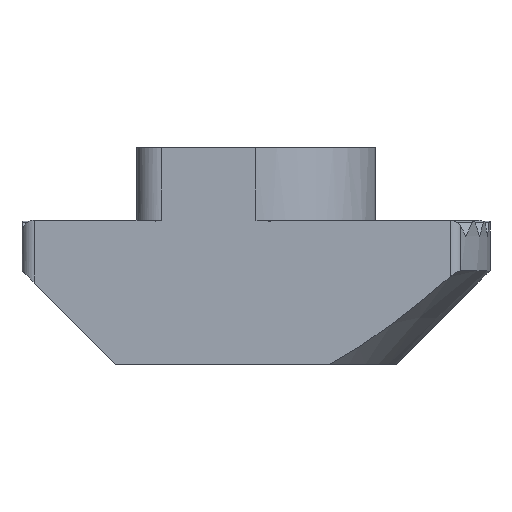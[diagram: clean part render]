
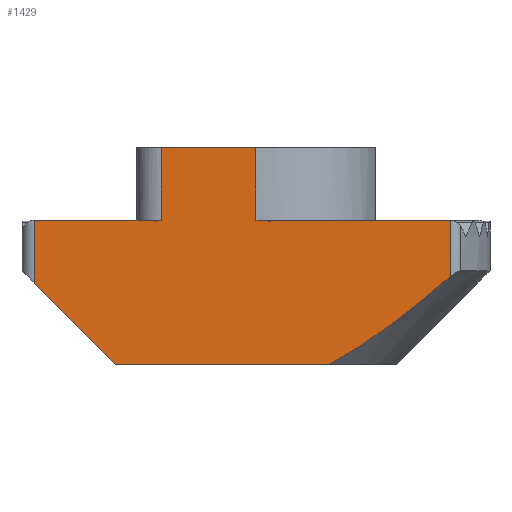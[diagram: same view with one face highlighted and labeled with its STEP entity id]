
A CAD part, front view. The second image highlights one B-rep face of the part: STEP entity #1429.
In plain terms, the highlighted planar face has unit normal (0, -1, 0).
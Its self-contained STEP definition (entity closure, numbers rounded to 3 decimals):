
#16 = ORIENTED_EDGE ( 'NONE', *, *, #2115, .T. ) ;
#19 = CARTESIAN_POINT ( 'NONE',  ( 0., -4.85, 8.8 ) ) ;
#31 = CARTESIAN_POINT ( 'NONE',  ( 0., -4.85, 8.8 ) ) ;
#36 = VERTEX_POINT ( 'NONE', #604 ) ;
#61 = DIRECTION ( 'NONE',  ( 0., 0., 1. ) ) ;
#91 = DIRECTION ( 'NONE',  ( 0., 0., -1. ) ) ;
#97 = DIRECTION ( 'NONE',  ( 0., 0., -1. ) ) ;
#108 = FACE_OUTER_BOUND ( 'NONE', #616, .T. ) ;
#133 = ORIENTED_EDGE ( 'NONE', *, *, #1361, .T. ) ;
#142 = ORIENTED_EDGE ( 'NONE', *, *, #1358, .T. ) ;
#158 = CARTESIAN_POINT ( 'NONE',  ( 7.879, -4.85, 3.552 ) ) ;
#185 = EDGE_CURVE ( 'NONE', #692, #36, #657, .T. ) ;
#188 = EDGE_CURVE ( 'NONE', #2005, #1324, #1107, .T. ) ;
#189 = DIRECTION ( 'NONE',  ( -1., 0., 0. ) ) ;
#217 = EDGE_CURVE ( 'NONE', #762, #1907, #2056, .T. ) ;
#235 = VECTOR ( 'NONE', #571, 1000. ) ;
#324 = ORIENTED_EDGE ( 'NONE', *, *, #1775, .T. ) ;
#350 = ORIENTED_EDGE ( 'NONE', *, *, #188, .T. ) ;
#392 = EDGE_CURVE ( 'NONE', #1062, #1648, #2191, .T. ) ;
#416 = CARTESIAN_POINT ( 'NONE',  ( -9.5, -4.85, 5.9 ) ) ;
#425 = DIRECTION ( 'NONE',  ( 0.707, 0., -0.707 ) ) ;
#547 = VECTOR ( 'NONE', #1777, 1000. ) ;
#571 = DIRECTION ( 'NONE',  ( -1., 0., 0. ) ) ;
#579 = CARTESIAN_POINT ( 'NONE',  ( 7.879, -4.85, 3.552 ) ) ;
#599 = VECTOR ( 'NONE', #97, 1000. ) ;
#604 = CARTESIAN_POINT ( 'NONE',  ( 0., -4.85, 5.85 ) ) ;
#616 = EDGE_LOOP ( 'NONE', ( #1362, #133, #16, #350, #646, #1155, #324, #1434, #142, #782 ) ) ;
#645 = LINE ( 'NONE', #1357, #1537 ) ;
#646 = ORIENTED_EDGE ( 'NONE', *, *, #1445, .T. ) ;
#657 = LINE ( 'NONE', #1386, #2109 ) ;
#681 = CARTESIAN_POINT ( 'NONE',  ( 7.879, -4.85, 5.85 ) ) ;
#692 = VERTEX_POINT ( 'NONE', #19 ) ;
#694 = CARTESIAN_POINT ( 'NONE',  ( 3.445, -4.85, 0.237 ) ) ;
#704 = LINE ( 'NONE', #1706, #235 ) ;
#748 = EDGE_CURVE ( 'NONE', #692, #805, #1424, .T. ) ;
#762 = VERTEX_POINT ( 'NONE', #579 ) ;
#766 = DIRECTION ( 'NONE',  ( 0., 0., -1. ) ) ;
#782 = ORIENTED_EDGE ( 'NONE', *, *, #185, .F. ) ;
#785 = PLANE ( 'NONE',  #1491 ) ;
#805 = VERTEX_POINT ( 'NONE', #1150 ) ;
#887 = CARTESIAN_POINT ( 'NONE',  ( 3.876, -4.85, 0.5 ) ) ;
#895 = VECTOR ( 'NONE', #189, 1000. ) ;
#1062 = VERTEX_POINT ( 'NONE', #1528 ) ;
#1087 = CARTESIAN_POINT ( 'NONE',  ( 5.125, -4.85, 1.351 ) ) ;
#1107 = LINE ( 'NONE', #1768, #599 ) ;
#1127 = VECTOR ( 'NONE', #1571, 1000. ) ;
#1141 = DIRECTION ( 'NONE',  ( -1., 0., 0. ) ) ;
#1150 = CARTESIAN_POINT ( 'NONE',  ( -3.85, -4.85, 8.8 ) ) ;
#1155 = ORIENTED_EDGE ( 'NONE', *, *, #392, .T. ) ;
#1166 = DIRECTION ( 'NONE',  ( 0., 1., 0. ) ) ;
#1208 = LINE ( 'NONE', #1513, #2145 ) ;
#1209 = CARTESIAN_POINT ( 'NONE',  ( 7.879, -4.85, 5.9 ) ) ;
#1276 = CARTESIAN_POINT ( 'NONE',  ( 7.111, -4.85, 2.898 ) ) ;
#1324 = VERTEX_POINT ( 'NONE', #2257 ) ;
#1357 = CARTESIAN_POINT ( 'NONE',  ( -9.5, -4.85, 3.8 ) ) ;
#1358 = EDGE_CURVE ( 'NONE', #1907, #36, #704, .T. ) ;
#1361 = EDGE_CURVE ( 'NONE', #805, #2117, #1208, .T. ) ;
#1362 = ORIENTED_EDGE ( 'NONE', *, *, #748, .T. ) ;
#1375 = CARTESIAN_POINT ( 'NONE',  ( -9.5, -4.85, 0. ) ) ;
#1386 = CARTESIAN_POINT ( 'NONE',  ( 0., -4.85, 8.8 ) ) ;
#1399 = B_SPLINE_CURVE_WITH_KNOTS ( 'NONE', 3,
 ( #2205, #694, #887, #2214, #1087, #2392, #1276, #158 ),
 .UNSPECIFIED., .F., .F.,
 ( 4, 2, 2, 4 ),
 ( 0., 0.002, 0.003, 0.006 ),
 .UNSPECIFIED. ) ;
#1424 = LINE ( 'NONE', #31, #1880 ) ;
#1429 = ADVANCED_FACE ( 'NONE', ( #108 ), #785, .F. ) ;
#1430 = CARTESIAN_POINT ( 'NONE',  ( 2.995, -4.85, 0. ) ) ;
#1434 = ORIENTED_EDGE ( 'NONE', *, *, #217, .T. ) ;
#1445 = EDGE_CURVE ( 'NONE', #1324, #1062, #645, .T. ) ;
#1491 = AXIS2_PLACEMENT_3D ( 'NONE', #416, #1166, #61 ) ;
#1504 = CARTESIAN_POINT ( 'NONE',  ( -9.5, -4.85, 5.85 ) ) ;
#1513 = CARTESIAN_POINT ( 'NONE',  ( -3.85, -4.85, 5.85 ) ) ;
#1528 = CARTESIAN_POINT ( 'NONE',  ( -5.7, -4.85, 0. ) ) ;
#1537 = VECTOR ( 'NONE', #425, 1000. ) ;
#1571 = DIRECTION ( 'NONE',  ( 1., 0., 0. ) ) ;
#1648 = VERTEX_POINT ( 'NONE', #1430 ) ;
#1688 = CARTESIAN_POINT ( 'NONE',  ( -3.85, -4.85, 5.85 ) ) ;
#1706 = CARTESIAN_POINT ( 'NONE',  ( -9.5, -4.85, 5.85 ) ) ;
#1768 = CARTESIAN_POINT ( 'NONE',  ( -9., -4.85, 5.9 ) ) ;
#1775 = EDGE_CURVE ( 'NONE', #1648, #762, #1399, .T. ) ;
#1777 = DIRECTION ( 'NONE',  ( 0., 0., 1. ) ) ;
#1850 = CARTESIAN_POINT ( 'NONE',  ( -9., -4.85, 5.85 ) ) ;
#1854 = LINE ( 'NONE', #1504, #895 ) ;
#1880 = VECTOR ( 'NONE', #1141, 1000. ) ;
#1907 = VERTEX_POINT ( 'NONE', #681 ) ;
#2005 = VERTEX_POINT ( 'NONE', #1850 ) ;
#2056 = LINE ( 'NONE', #1209, #547 ) ;
#2109 = VECTOR ( 'NONE', #91, 1000. ) ;
#2115 = EDGE_CURVE ( 'NONE', #2117, #2005, #1854, .T. ) ;
#2117 = VERTEX_POINT ( 'NONE', #1688 ) ;
#2145 = VECTOR ( 'NONE', #766, 1000. ) ;
#2191 = LINE ( 'NONE', #1375, #1127 ) ;
#2205 = CARTESIAN_POINT ( 'NONE',  ( 2.995, -4.85, 0. ) ) ;
#2214 = CARTESIAN_POINT ( 'NONE',  ( 4.716, -4.85, 1.057 ) ) ;
#2257 = CARTESIAN_POINT ( 'NONE',  ( -9., -4.85, 3.3 ) ) ;
#2392 = CARTESIAN_POINT ( 'NONE',  ( 6.332, -4.85, 2.258 ) ) ;
